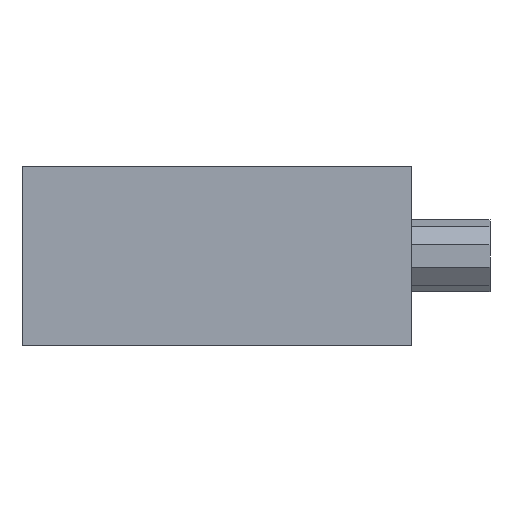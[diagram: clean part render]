
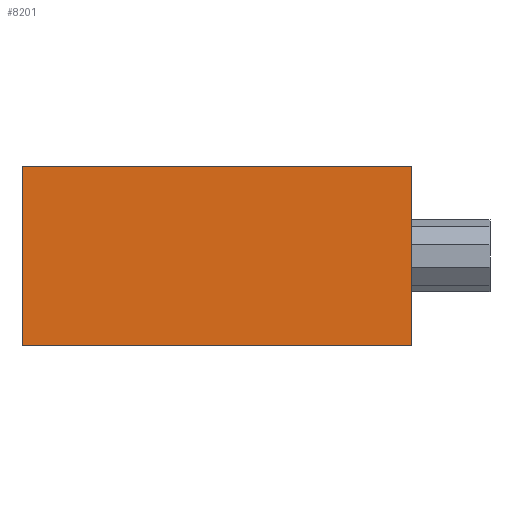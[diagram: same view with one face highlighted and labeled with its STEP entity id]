
A CAD part, front view. The second image highlights one B-rep face of the part: STEP entity #8201.
In plain terms, the highlighted planar face has unit normal (0, 1, 0).
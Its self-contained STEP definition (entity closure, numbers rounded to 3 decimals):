
#8201 = ADVANCED_FACE('',(#8202),#8216,.T.);
#8202 = FACE_BOUND('',#8203,.F.);
#8203 = EDGE_LOOP('',(#8204,#8227,#8243,#8259));
#8204 = ORIENTED_EDGE('',*,*,#8205,.T.);
#8205 = EDGE_CURVE('',#8206,#8208,#8210,.T.);
#8206 = VERTEX_POINT('',#8207);
#8207 = CARTESIAN_POINT('',(65.,0.,0.));
#8208 = VERTEX_POINT('',#8209);
#8209 = CARTESIAN_POINT('',(65.,0.,30.));
#8210 = SURFACE_CURVE('',#8211,(#8215),.PCURVE_S1.);
#8211 = LINE('',#8212,#8213);
#8212 = CARTESIAN_POINT('',(65.,0.,0.));
#8213 = VECTOR('',#8214,1.);
#8214 = DIRECTION('',(0.,0.,1.));
#8215 = PCURVE('',#8216,#8221);
#8216 = PLANE('',#8217);
#8217 = AXIS2_PLACEMENT_3D('',#8218,#8219,#8220);
#8218 = CARTESIAN_POINT('',(65.,0.,0.));
#8219 = DIRECTION('',(0.,1.,0.));
#8220 = DIRECTION('',(0.,0.,1.));
#8221 = DEFINITIONAL_REPRESENTATION('',(#8222),#8226);
#8222 = LINE('',#8223,#8224);
#8223 = CARTESIAN_POINT('',(0.,0.));
#8224 = VECTOR('',#8225,1.);
#8225 = DIRECTION('',(1.,0.));
#8226 = ( GEOMETRIC_REPRESENTATION_CONTEXT(2) 
PARAMETRIC_REPRESENTATION_CONTEXT() REPRESENTATION_CONTEXT('2D SPACE',''
  ) );
#8227 = ORIENTED_EDGE('',*,*,#8228,.T.);
#8228 = EDGE_CURVE('',#8208,#8229,#8231,.T.);
#8229 = VERTEX_POINT('',#8230);
#8230 = CARTESIAN_POINT('',(0.,0.,30.));
#8231 = SURFACE_CURVE('',#8232,(#8236),.PCURVE_S1.);
#8232 = LINE('',#8233,#8234);
#8233 = CARTESIAN_POINT('',(65.,0.,30.));
#8234 = VECTOR('',#8235,1.);
#8235 = DIRECTION('',(-1.,0.,0.));
#8236 = PCURVE('',#8216,#8237);
#8237 = DEFINITIONAL_REPRESENTATION('',(#8238),#8242);
#8238 = LINE('',#8239,#8240);
#8239 = CARTESIAN_POINT('',(30.,0.));
#8240 = VECTOR('',#8241,1.);
#8241 = DIRECTION('',(0.,-1.));
#8242 = ( GEOMETRIC_REPRESENTATION_CONTEXT(2) 
PARAMETRIC_REPRESENTATION_CONTEXT() REPRESENTATION_CONTEXT('2D SPACE',''
  ) );
#8243 = ORIENTED_EDGE('',*,*,#8244,.T.);
#8244 = EDGE_CURVE('',#8229,#8245,#8247,.T.);
#8245 = VERTEX_POINT('',#8246);
#8246 = CARTESIAN_POINT('',(0.,0.,0.));
#8247 = SURFACE_CURVE('',#8248,(#8252),.PCURVE_S1.);
#8248 = LINE('',#8249,#8250);
#8249 = CARTESIAN_POINT('',(0.,0.,30.));
#8250 = VECTOR('',#8251,1.);
#8251 = DIRECTION('',(0.,0.,-1.));
#8252 = PCURVE('',#8216,#8253);
#8253 = DEFINITIONAL_REPRESENTATION('',(#8254),#8258);
#8254 = LINE('',#8255,#8256);
#8255 = CARTESIAN_POINT('',(30.,-65.));
#8256 = VECTOR('',#8257,1.);
#8257 = DIRECTION('',(-1.,0.));
#8258 = ( GEOMETRIC_REPRESENTATION_CONTEXT(2) 
PARAMETRIC_REPRESENTATION_CONTEXT() REPRESENTATION_CONTEXT('2D SPACE',''
  ) );
#8259 = ORIENTED_EDGE('',*,*,#8260,.T.);
#8260 = EDGE_CURVE('',#8245,#8206,#8261,.T.);
#8261 = SURFACE_CURVE('',#8262,(#8266),.PCURVE_S1.);
#8262 = LINE('',#8263,#8264);
#8263 = CARTESIAN_POINT('',(0.,0.,0.));
#8264 = VECTOR('',#8265,1.);
#8265 = DIRECTION('',(1.,0.,0.));
#8266 = PCURVE('',#8216,#8267);
#8267 = DEFINITIONAL_REPRESENTATION('',(#8268),#8272);
#8268 = LINE('',#8269,#8270);
#8269 = CARTESIAN_POINT('',(0.,-65.));
#8270 = VECTOR('',#8271,1.);
#8271 = DIRECTION('',(0.,1.));
#8272 = ( GEOMETRIC_REPRESENTATION_CONTEXT(2) 
PARAMETRIC_REPRESENTATION_CONTEXT() REPRESENTATION_CONTEXT('2D SPACE',''
  ) );
